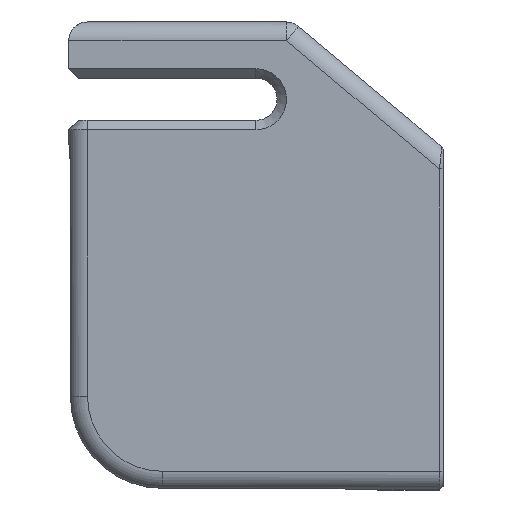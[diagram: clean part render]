
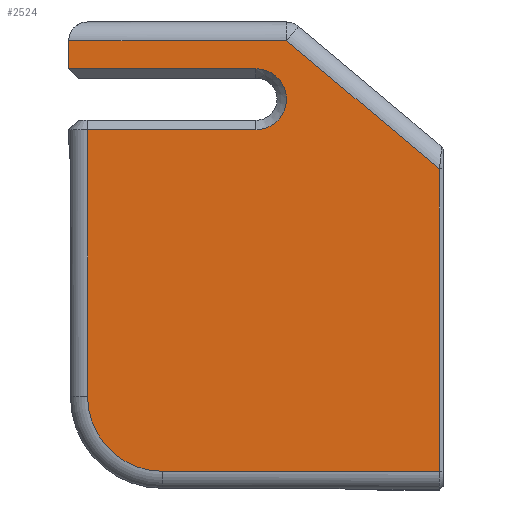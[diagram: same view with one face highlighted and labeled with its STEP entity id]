
A CAD part, left-side view. The second image highlights one B-rep face of the part: STEP entity #2524.
In plain terms, the highlighted planar face has unit normal (-1, 0, 0).
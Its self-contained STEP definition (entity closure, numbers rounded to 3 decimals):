
#2 = CARTESIAN_POINT ( 'NONE',  ( -55., 0.2, 5. ) ) ;
#26 = VECTOR ( 'NONE', #1506, 1000. ) ;
#53 = CARTESIAN_POINT ( 'NONE',  ( -55., 10., 17.5 ) ) ;
#149 = EDGE_CURVE ( 'NONE', #1264, #3952, #940, .T. ) ;
#448 = EDGE_CURVE ( 'NONE', #1038, #2734, #1550, .T. ) ;
#505 = DIRECTION ( 'NONE',  ( 0., -1., 0. ) ) ;
#559 = ORIENTED_EDGE ( 'NONE', *, *, #448, .T. ) ;
#704 = LINE ( 'NONE', #3011, #3549 ) ;
#876 = ORIENTED_EDGE ( 'NONE', *, *, #3145, .T. ) ;
#940 = LINE ( 'NONE', #4324, #3620 ) ;
#956 = DIRECTION ( 'NONE',  ( 1., 0., 0. ) ) ;
#957 = LINE ( 'NONE', #2588, #1159 ) ;
#1015 = CARTESIAN_POINT ( 'NONE',  ( -55., 8.643, 19.234 ) ) ;
#1022 = ORIENTED_EDGE ( 'NONE', *, *, #2183, .T. ) ;
#1034 = DIRECTION ( 'NONE',  ( 0., 0., -1. ) ) ;
#1038 = VERTEX_POINT ( 'NONE', #1274 ) ;
#1040 = LINE ( 'NONE', #1015, #3845 ) ;
#1055 = DIRECTION ( 'NONE',  ( -1., 0., 0. ) ) ;
#1146 = VERTEX_POINT ( 'NONE', #4081 ) ;
#1159 = VECTOR ( 'NONE', #1287, 1000. ) ;
#1201 = CARTESIAN_POINT ( 'NONE',  ( -55., 10., 17.5 ) ) ;
#1264 = VERTEX_POINT ( 'NONE', #3873 ) ;
#1274 = CARTESIAN_POINT ( 'NONE',  ( -55., 20., 17.5 ) ) ;
#1277 = LINE ( 'NONE', #2350, #2775 ) ;
#1287 = DIRECTION ( 'NONE',  ( 0., 1., 0. ) ) ;
#1295 = VERTEX_POINT ( 'NONE', #1818 ) ;
#1300 = DIRECTION ( 'NONE',  ( 0., 0., -1. ) ) ;
#1355 = EDGE_CURVE ( 'NONE', #1295, #2936, #957, .T. ) ;
#1402 = DIRECTION ( 'NONE',  ( 0., 0., 1. ) ) ;
#1506 = DIRECTION ( 'NONE',  ( 0., -1., 0. ) ) ;
#1523 = ORIENTED_EDGE ( 'NONE', *, *, #2613, .T. ) ;
#1538 = DIRECTION ( 'NONE',  ( 0., 0., -1. ) ) ;
#1550 = LINE ( 'NONE', #1201, #2416 ) ;
#1610 = EDGE_CURVE ( 'NONE', #2936, #1038, #704, .T. ) ;
#1726 = VECTOR ( 'NONE', #1402, 1000. ) ;
#1792 = CIRCLE ( 'NONE', #2997, 1.625 ) ;
#1818 = CARTESIAN_POINT ( 'NONE',  ( -55., 8.364, 19. ) ) ;
#1824 = CARTESIAN_POINT ( 'NONE',  ( -55., 4.5, 5. ) ) ;
#2056 = DIRECTION ( 'NONE',  ( 0., 0., -1. ) ) ;
#2125 = CARTESIAN_POINT ( 'NONE',  ( -55., 10., 14.25 ) ) ;
#2183 = EDGE_CURVE ( 'NONE', #3952, #1146, #2488, .T. ) ;
#2260 = CARTESIAN_POINT ( 'NONE',  ( -55., 19., 0. ) ) ;
#2328 = ORIENTED_EDGE ( 'NONE', *, *, #3038, .T. ) ;
#2332 = ORIENTED_EDGE ( 'NONE', *, *, #3206, .T. ) ;
#2346 = AXIS2_PLACEMENT_3D ( 'NONE', #4085, #1055, #1300 ) ;
#2350 = CARTESIAN_POINT ( 'NONE',  ( -55., 4.5, 14.25 ) ) ;
#2407 = CARTESIAN_POINT ( 'NONE',  ( -55., 0.2, 12.15 ) ) ;
#2416 = VECTOR ( 'NONE', #505, 1000. ) ;
#2482 = FACE_OUTER_BOUND ( 'NONE', #2502, .T. ) ;
#2488 = CIRCLE ( 'NONE', #2346, 4. ) ;
#2502 = EDGE_LOOP ( 'NONE', ( #3312, #559, #2332, #1523, #3913, #1022, #876, #2328, #2714, #3729 ) ) ;
#2518 = LINE ( 'NONE', #3225, #26 ) ;
#2524 = ADVANCED_FACE ( 'NONE', ( #2482 ), #3574, .F. ) ;
#2559 = CARTESIAN_POINT ( 'NONE',  ( -55., 10., 15.875 ) ) ;
#2588 = CARTESIAN_POINT ( 'NONE',  ( -55., 4.5, 19. ) ) ;
#2613 = EDGE_CURVE ( 'NONE', #4105, #1264, #1277, .T. ) ;
#2639 = VERTEX_POINT ( 'NONE', #3950 ) ;
#2714 = ORIENTED_EDGE ( 'NONE', *, *, #3591, .T. ) ;
#2734 = VERTEX_POINT ( 'NONE', #53 ) ;
#2775 = VECTOR ( 'NONE', #2970, 1000. ) ;
#2784 = LINE ( 'NONE', #2, #1726 ) ;
#2842 = AXIS2_PLACEMENT_3D ( 'NONE', #1824, #3880, #1538 ) ;
#2936 = VERTEX_POINT ( 'NONE', #3787 ) ;
#2970 = DIRECTION ( 'NONE',  ( 0., 1., 0. ) ) ;
#2997 = AXIS2_PLACEMENT_3D ( 'NONE', #2559, #956, #4010 ) ;
#3011 = CARTESIAN_POINT ( 'NONE',  ( -55., 20., 0. ) ) ;
#3038 = EDGE_CURVE ( 'NONE', #2639, #3083, #2784, .T. ) ;
#3083 = VERTEX_POINT ( 'NONE', #2407 ) ;
#3145 = EDGE_CURVE ( 'NONE', #1146, #2639, #2518, .T. ) ;
#3206 = EDGE_CURVE ( 'NONE', #2734, #4105, #1792, .T. ) ;
#3225 = CARTESIAN_POINT ( 'NONE',  ( -55., 4.5, -4. ) ) ;
#3312 = ORIENTED_EDGE ( 'NONE', *, *, #1610, .T. ) ;
#3549 = VECTOR ( 'NONE', #2056, 1000. ) ;
#3574 = PLANE ( 'NONE',  #2842 ) ;
#3591 = EDGE_CURVE ( 'NONE', #3083, #1295, #1040, .T. ) ;
#3620 = VECTOR ( 'NONE', #1034, 1000. ) ;
#3729 = ORIENTED_EDGE ( 'NONE', *, *, #1355, .T. ) ;
#3750 = DIRECTION ( 'NONE',  ( 0., 0.766, 0.643 ) ) ;
#3787 = CARTESIAN_POINT ( 'NONE',  ( -55., 20., 19. ) ) ;
#3845 = VECTOR ( 'NONE', #3750, 1000. ) ;
#3873 = CARTESIAN_POINT ( 'NONE',  ( -55., 19., 14.25 ) ) ;
#3880 = DIRECTION ( 'NONE',  ( 1., 0., 0. ) ) ;
#3913 = ORIENTED_EDGE ( 'NONE', *, *, #149, .T. ) ;
#3950 = CARTESIAN_POINT ( 'NONE',  ( -55., 0.2, -4. ) ) ;
#3952 = VERTEX_POINT ( 'NONE', #2260 ) ;
#4010 = DIRECTION ( 'NONE',  ( 0., 0., -1. ) ) ;
#4081 = CARTESIAN_POINT ( 'NONE',  ( -55., 15., -4. ) ) ;
#4085 = CARTESIAN_POINT ( 'NONE',  ( -55., 15., 0. ) ) ;
#4105 = VERTEX_POINT ( 'NONE', #2125 ) ;
#4324 = CARTESIAN_POINT ( 'NONE',  ( -55., 19., 0. ) ) ;
